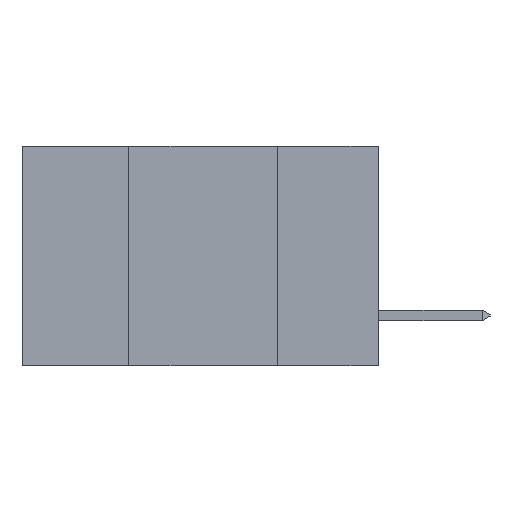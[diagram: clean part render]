
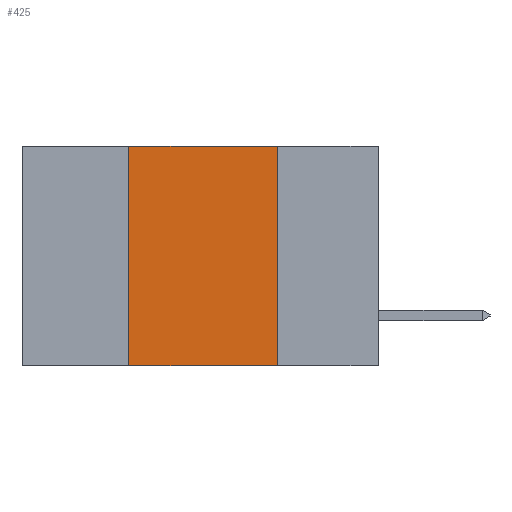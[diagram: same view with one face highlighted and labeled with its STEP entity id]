
A CAD part, left-side view. The second image highlights one B-rep face of the part: STEP entity #425.
In plain terms, the highlighted planar face has unit normal (-1, 0, 0).
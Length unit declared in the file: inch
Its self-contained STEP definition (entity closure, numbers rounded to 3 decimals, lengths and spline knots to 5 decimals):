
#130 = VECTOR ( 'NONE', #5808, 39.37008 ) ;
#157 = ORIENTED_EDGE ( 'NONE', *, *, #1287, .F. ) ;
#307 = ORIENTED_EDGE ( 'NONE', *, *, #2621, .T. ) ;
#312 = VERTEX_POINT ( 'NONE', #2430 ) ;
#314 = CARTESIAN_POINT ( 'NONE',  ( 0., 0.6, 0. ) ) ;
#425 = ADVANCED_FACE ( 'NONE', ( #5316 ), #4051, .F. ) ;
#1287 = EDGE_CURVE ( 'NONE', #1784, #312, #8957, .T. ) ;
#1645 = ORIENTED_EDGE ( 'NONE', *, *, #4830, .F. ) ;
#1784 = VERTEX_POINT ( 'NONE', #7839 ) ;
#2430 = CARTESIAN_POINT ( 'NONE',  ( 0., 0.17, -0.37 ) ) ;
#2621 = EDGE_CURVE ( 'NONE', #4750, #312, #6651, .T. ) ;
#2803 = VECTOR ( 'NONE', #4497, 39.37008 ) ;
#3256 = CARTESIAN_POINT ( 'NONE',  ( 0., 0.17, -0.37 ) ) ;
#3555 = CARTESIAN_POINT ( 'NONE',  ( 0., 0.42, 0. ) ) ;
#3608 = LINE ( 'NONE', #10619, #8065 ) ;
#4051 = PLANE ( 'NONE',  #9192 ) ;
#4056 = VERTEX_POINT ( 'NONE', #3555 ) ;
#4145 = DIRECTION ( 'NONE',  ( 1., 0., 0. ) ) ;
#4497 = DIRECTION ( 'NONE',  ( 0., -1., 0. ) ) ;
#4548 = VECTOR ( 'NONE', #7419, 39.37008 ) ;
#4750 = VERTEX_POINT ( 'NONE', #10746 ) ;
#4830 = EDGE_CURVE ( 'NONE', #4056, #1784, #7412, .T. ) ;
#5316 = FACE_OUTER_BOUND ( 'NONE', #9689, .T. ) ;
#5808 = DIRECTION ( 'NONE',  ( 0., 0., -1. ) ) ;
#6068 = CARTESIAN_POINT ( 'NONE',  ( 0., 0.6, 0. ) ) ;
#6236 = EDGE_CURVE ( 'NONE', #4750, #4056, #3608, .T. ) ;
#6651 = LINE ( 'NONE', #7647, #4548 ) ;
#7271 = ORIENTED_EDGE ( 'NONE', *, *, #6236, .F. ) ;
#7412 = LINE ( 'NONE', #6068, #2803 ) ;
#7419 = DIRECTION ( 'NONE',  ( 0., -1., 0. ) ) ;
#7647 = CARTESIAN_POINT ( 'NONE',  ( 0., 0.6, -0.37 ) ) ;
#7839 = CARTESIAN_POINT ( 'NONE',  ( 0., 0.17, 0. ) ) ;
#8065 = VECTOR ( 'NONE', #8986, 39.37008 ) ;
#8957 = LINE ( 'NONE', #3256, #130 ) ;
#8986 = DIRECTION ( 'NONE',  ( 0., 0., 1. ) ) ;
#9192 = AXIS2_PLACEMENT_3D ( 'NONE', #314, #4145, #10509 ) ;
#9689 = EDGE_LOOP ( 'NONE', ( #157, #1645, #7271, #307 ) ) ;
#10509 = DIRECTION ( 'NONE',  ( 0., 0., -1. ) ) ;
#10619 = CARTESIAN_POINT ( 'NONE',  ( 0., 0.42, -0.37 ) ) ;
#10746 = CARTESIAN_POINT ( 'NONE',  ( 0., 0.42, -0.37 ) ) ;
